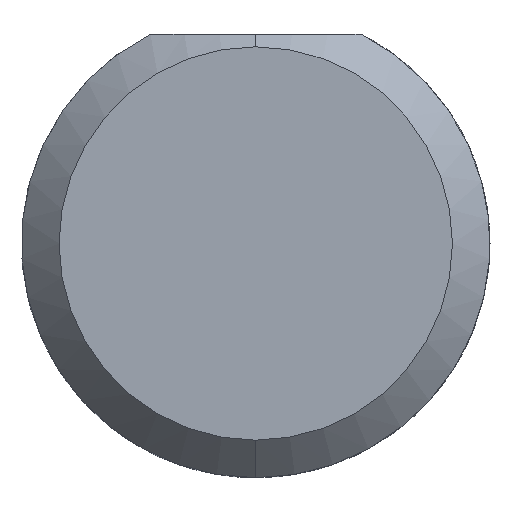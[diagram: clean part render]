
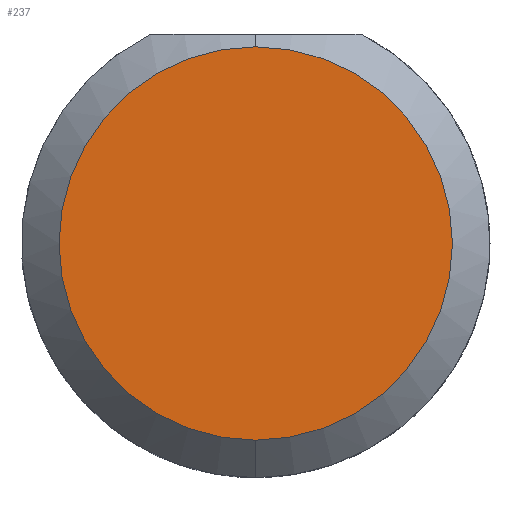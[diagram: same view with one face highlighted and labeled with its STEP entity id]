
A CAD part, left-side view. The second image highlights one B-rep face of the part: STEP entity #237.
In plain terms, the highlighted planar face has unit normal (-1, 0, 0).
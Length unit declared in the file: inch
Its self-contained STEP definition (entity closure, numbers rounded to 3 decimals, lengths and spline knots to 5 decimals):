
#11 = EDGE_CURVE ( 'NONE', #537, #286, #163, .T. ) ;
#49 = CARTESIAN_POINT ( 'NONE',  ( 0., 0., 0. ) ) ;
#56 = AXIS2_PLACEMENT_3D ( 'NONE', #49, #413, #411 ) ;
#58 = EDGE_CURVE ( 'NONE', #286, #537, #444, .T. ) ;
#59 = DIRECTION ( 'NONE',  ( 0., 0., 1. ) ) ;
#70 = EDGE_LOOP ( 'NONE', ( #305, #338 ) ) ;
#91 = CARTESIAN_POINT ( 'NONE',  ( 0., 0., 0. ) ) ;
#121 = CARTESIAN_POINT ( 'NONE',  ( 0., 0., 0.0786 ) ) ;
#163 = CIRCLE ( 'NONE', #56, 0.0786 ) ;
#209 = DIRECTION ( 'NONE',  ( -1., 0., 0. ) ) ;
#237 = ADVANCED_FACE ( 'NONE', ( #590 ), #359, .F. ) ;
#238 = DIRECTION ( 'NONE',  ( 0., 0., -1. ) ) ;
#245 = CARTESIAN_POINT ( 'NONE',  ( 0., 0., 0. ) ) ;
#273 = AXIS2_PLACEMENT_3D ( 'NONE', #91, #402, #238 ) ;
#278 = CARTESIAN_POINT ( 'NONE',  ( 0., 0., -0.0786 ) ) ;
#286 = VERTEX_POINT ( 'NONE', #278 ) ;
#297 = AXIS2_PLACEMENT_3D ( 'NONE', #245, #209, #59 ) ;
#305 = ORIENTED_EDGE ( 'NONE', *, *, #58, .T. ) ;
#338 = ORIENTED_EDGE ( 'NONE', *, *, #11, .T. ) ;
#359 = PLANE ( 'NONE',  #273 ) ;
#402 = DIRECTION ( 'NONE',  ( 1., 0., 0. ) ) ;
#411 = DIRECTION ( 'NONE',  ( 0., 0., 1. ) ) ;
#413 = DIRECTION ( 'NONE',  ( -1., 0., 0. ) ) ;
#444 = CIRCLE ( 'NONE', #297, 0.0786 ) ;
#537 = VERTEX_POINT ( 'NONE', #121 ) ;
#590 = FACE_OUTER_BOUND ( 'NONE', #70, .T. ) ;
